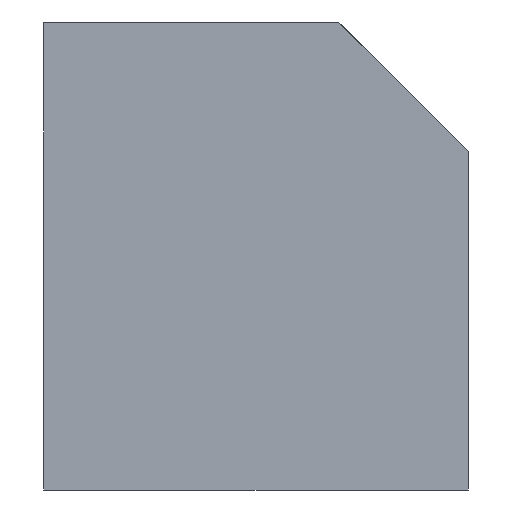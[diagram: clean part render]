
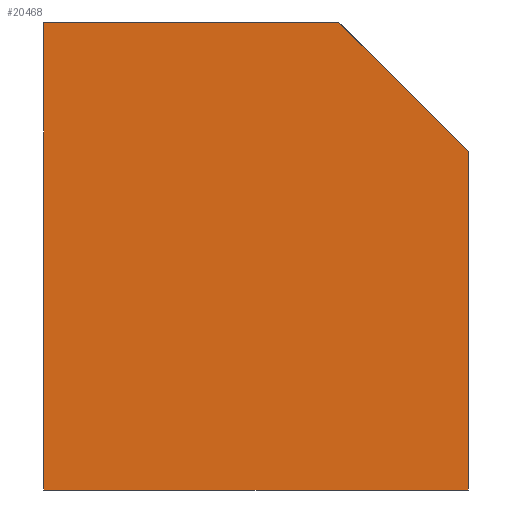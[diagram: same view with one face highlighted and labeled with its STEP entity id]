
A CAD part, front view. The second image highlights one B-rep face of the part: STEP entity #20468.
In plain terms, the highlighted free-form (B-spline) face has degree [1, 1] with [2, 2] control points.
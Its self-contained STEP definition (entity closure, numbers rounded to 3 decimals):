
#20342 = VERTEX_POINT('',#20343);
#20343 = CARTESIAN_POINT('',(1861.29,-95.451,
    918.362));
#20348 = EDGE_CURVE('',#20349,#20342,#20351,.T.);
#20349 = VERTEX_POINT('',#20350);
#20350 = CARTESIAN_POINT('',(1861.29,-95.451,
    -2052.191));
#20351 = B_SPLINE_CURVE_WITH_KNOTS('',1,(#20352,#20353),.UNSPECIFIED.,
  .F.,.F.,(2,2),(0.,3112.132),.PIECEWISE_BEZIER_KNOTS.);
#20352 = CARTESIAN_POINT('',(1861.29,-95.451,
    -2052.191));
#20353 = CARTESIAN_POINT('',(1861.29,-95.451,
    918.362));
#20376 = EDGE_CURVE('',#20377,#20349,#20379,.T.);
#20377 = VERTEX_POINT('',#20378);
#20378 = CARTESIAN_POINT('',(-1861.29,-95.451,
    -2052.191));
#20379 = B_SPLINE_CURVE_WITH_KNOTS('',1,(#20380,#20381),.UNSPECIFIED.,
  .F.,.F.,(2,2),(0.,3900.),.PIECEWISE_BEZIER_KNOTS.);
#20380 = CARTESIAN_POINT('',(-1861.29,-95.451,
    -2052.191));
#20381 = CARTESIAN_POINT('',(1861.29,-95.451,
    -2052.191));
#20404 = EDGE_CURVE('',#20405,#20377,#20407,.T.);
#20405 = VERTEX_POINT('',#20406);
#20406 = CARTESIAN_POINT('',(-1861.29,-95.451,
    2052.191));
#20407 = B_SPLINE_CURVE_WITH_KNOTS('',1,(#20408,#20409),.UNSPECIFIED.,
  .F.,.F.,(2,2),(0.,4300.),.PIECEWISE_BEZIER_KNOTS.);
#20408 = CARTESIAN_POINT('',(-1861.29,-95.451,
    2052.191));
#20409 = CARTESIAN_POINT('',(-1861.29,-95.451,
    -2052.191));
#20432 = EDGE_CURVE('',#20433,#20405,#20435,.T.);
#20433 = VERTEX_POINT('',#20434);
#20434 = CARTESIAN_POINT('',(727.461,-95.451,
    2052.191));
#20435 = B_SPLINE_CURVE_WITH_KNOTS('',1,(#20436,#20437),.UNSPECIFIED.,
  .F.,.F.,(2,2),(0.,2712.132),.PIECEWISE_BEZIER_KNOTS.);
#20436 = CARTESIAN_POINT('',(727.461,-95.451,
    2052.191));
#20437 = CARTESIAN_POINT('',(-1861.29,-95.451,
    2052.191));
#20458 = EDGE_CURVE('',#20342,#20433,#20459,.T.);
#20459 = B_SPLINE_CURVE_WITH_KNOTS('',1,(#20460,#20461),.UNSPECIFIED.,
  .F.,.F.,(2,2),(0.,1679.899),.PIECEWISE_BEZIER_KNOTS.);
#20460 = CARTESIAN_POINT('',(1861.29,-95.451,
    918.362));
#20461 = CARTESIAN_POINT('',(727.461,-95.451,
    2052.191));
#20468 = ADVANCED_FACE('',(#20469),#20476,.T.);
#20469 = FACE_BOUND('',#20470,.T.);
#20470 = EDGE_LOOP('',(#20471,#20472,#20473,#20474,#20475));
#20471 = ORIENTED_EDGE('',*,*,#20458,.T.);
#20472 = ORIENTED_EDGE('',*,*,#20432,.T.);
#20473 = ORIENTED_EDGE('',*,*,#20404,.T.);
#20474 = ORIENTED_EDGE('',*,*,#20376,.T.);
#20475 = ORIENTED_EDGE('',*,*,#20348,.T.);
#20476 = B_SPLINE_SURFACE_WITH_KNOTS('',1,1,(
    (#20477,#20478)
    ,(#20479,#20480
    )),.UNSPECIFIED.,.F.,.F.,.F.,(2,2),(2,2),(-2150.,2150.),(
    -1950.,1950.),.PIECEWISE_BEZIER_KNOTS.);
#20477 = CARTESIAN_POINT('',(-1861.29,-95.451,
    2052.191));
#20478 = CARTESIAN_POINT('',(1861.29,-95.451,
    2052.191));
#20479 = CARTESIAN_POINT('',(-1861.29,-95.451,
    -2052.191));
#20480 = CARTESIAN_POINT('',(1861.29,-95.451,
    -2052.191));
